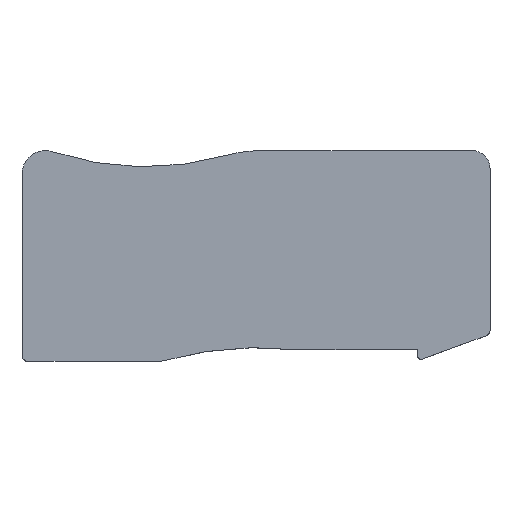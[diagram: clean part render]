
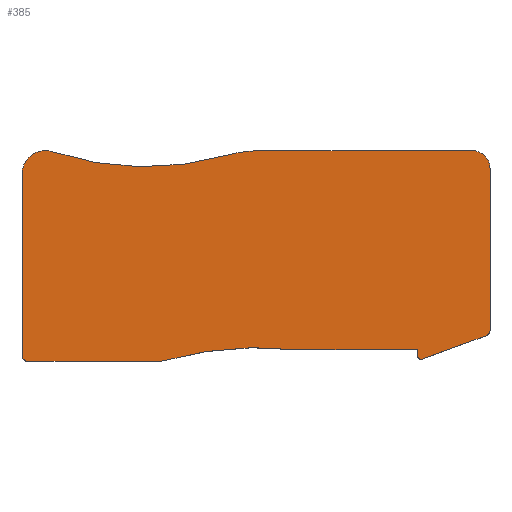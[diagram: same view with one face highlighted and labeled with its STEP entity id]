
A CAD part, top view. The second image highlights one B-rep face of the part: STEP entity #385.
In plain terms, the highlighted face is planar.
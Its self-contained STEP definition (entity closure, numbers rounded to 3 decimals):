
#2 = ORIENTED_EDGE ( 'NONE', *, *, #556, .F. ) ;
#5 = AXIS2_PLACEMENT_3D ( 'NONE', #61, #573, #265 ) ;
#6 = CARTESIAN_POINT ( 'NONE',  ( 2.5, 13.922, -40. ) ) ;
#7 = ORIENTED_EDGE ( 'NONE', *, *, #465, .F. ) ;
#8 = CARTESIAN_POINT ( 'NONE',  ( 2.5, 25.618, -10.527 ) ) ;
#9 = DIRECTION ( 'NONE',  ( -1., 0., 0. ) ) ;
#22 = DIRECTION ( 'NONE',  ( 0., 0., 1. ) ) ;
#28 = ORIENTED_EDGE ( 'NONE', *, *, #506, .F. ) ;
#33 = DIRECTION ( 'NONE',  ( 0., -0.342, 0.94 ) ) ;
#38 = LINE ( 'NONE', #477, #312 ) ;
#45 = VERTEX_POINT ( 'NONE', #464 ) ;
#46 = CARTESIAN_POINT ( 'NONE',  ( 2.5, -44.837, -20.2 ) ) ;
#47 = EDGE_CURVE ( 'NONE', #138, #496, #532, .T. ) ;
#50 = DIRECTION ( 'NONE',  ( 0., 0., 1. ) ) ;
#51 = CIRCLE ( 'NONE', #393, 10. ) ;
#56 = CARTESIAN_POINT ( 'NONE',  ( 2.5, -8.008, -20.236 ) ) ;
#60 = VECTOR ( 'NONE', #508, 1000. ) ;
#61 = CARTESIAN_POINT ( 'NONE',  ( 2.5, -15.508, -0.5 ) ) ;
#71 = ORIENTED_EDGE ( 'NONE', *, *, #47, .F. ) ;
#72 = CARTESIAN_POINT ( 'NONE',  ( 2.5, -15.008, -33.8 ) ) ;
#79 = ORIENTED_EDGE ( 'NONE', *, *, #471, .F. ) ;
#81 = AXIS2_PLACEMENT_3D ( 'NONE', #8, #206, #410 ) ;
#87 = VERTEX_POINT ( 'NONE', #220 ) ;
#89 = CARTESIAN_POINT ( 'NONE',  ( 2.5, -15.53, -34.1 ) ) ;
#92 = CIRCLE ( 'NONE', #322, 1.5 ) ;
#93 = CARTESIAN_POINT ( 'NONE',  ( 2.5, -15.008, -11.76 ) ) ;
#96 = DIRECTION ( 'NONE',  ( -1., 0., 0. ) ) ;
#98 = FACE_OUTER_BOUND ( 'NONE', #313, .T. ) ;
#103 = VERTEX_POINT ( 'NONE', #262 ) ;
#105 = CARTESIAN_POINT ( 'NONE',  ( 2.5, 0.492, -38.5 ) ) ;
#110 = VECTOR ( 'NONE', #358, 1000. ) ;
#113 = CARTESIAN_POINT ( 'NONE',  ( 2.5, 0., -2. ) ) ;
#122 = CARTESIAN_POINT ( 'NONE',  ( 2.5, 13.922, -33.8 ) ) ;
#123 = ORIENTED_EDGE ( 'NONE', *, *, #177, .F. ) ;
#131 = VERTEX_POINT ( 'NONE', #630 ) ;
#135 = EDGE_CURVE ( 'NONE', #214, #131, #271, .T. ) ;
#138 = VERTEX_POINT ( 'NONE', #376 ) ;
#141 = DIRECTION ( 'NONE',  ( 0., 0., 1. ) ) ;
#145 = AXIS2_PLACEMENT_3D ( 'NONE', #495, #96, #596 ) ;
#150 = DIRECTION ( 'NONE',  ( 0., 0., -1. ) ) ;
#160 = LINE ( 'NONE', #6, #110 ) ;
#167 = CIRCLE ( 'NONE', #602, 1. ) ;
#175 = DIRECTION ( 'NONE',  ( 0., 1., 0. ) ) ;
#177 = EDGE_CURVE ( 'NONE', #103, #45, #167, .T. ) ;
#183 = ORIENTED_EDGE ( 'NONE', *, *, #340, .F. ) ;
#198 = CARTESIAN_POINT ( 'NONE',  ( 2.5, -15.53, -33.8 ) ) ;
#203 = CARTESIAN_POINT ( 'NONE',  ( 2.5, 1.599, -17.462 ) ) ;
#206 = DIRECTION ( 'NONE',  ( -1., 0., 0. ) ) ;
#214 = VERTEX_POINT ( 'NONE', #321 ) ;
#216 = CARTESIAN_POINT ( 'NONE',  ( 2.5, 1.898, -2.632 ) ) ;
#219 = ORIENTED_EDGE ( 'NONE', *, *, #298, .F. ) ;
#220 = CARTESIAN_POINT ( 'NONE',  ( 2.5, -13.351, -40. ) ) ;
#223 = ORIENTED_EDGE ( 'NONE', *, *, #280, .F. ) ;
#227 = DIRECTION ( 'NONE',  ( -1., 0., 0. ) ) ;
#235 = EDGE_CURVE ( 'NONE', #339, #550, #380, .T. ) ;
#251 = CIRCLE ( 'NONE', #623, 0.3 ) ;
#253 = CARTESIAN_POINT ( 'NONE',  ( 2.5, 1.992, -2.3 ) ) ;
#255 = VERTEX_POINT ( 'NONE', #590 ) ;
#258 = LINE ( 'NONE', #314, #283 ) ;
#262 = CARTESIAN_POINT ( 'NONE',  ( 2.5, -15.97, -12.032 ) ) ;
#265 = DIRECTION ( 'NONE',  ( 0., 0., 1. ) ) ;
#271 = LINE ( 'NONE', #634, #292 ) ;
#274 = AXIS2_PLACEMENT_3D ( 'NONE', #46, #507, #392 ) ;
#280 = EDGE_CURVE ( 'NONE', #131, #339, #251, .T. ) ;
#283 = VECTOR ( 'NONE', #419, 1000. ) ;
#284 = CARTESIAN_POINT ( 'NONE',  ( 2.5, 1.992, -38.5 ) ) ;
#286 = VERTEX_POINT ( 'NONE', #284 ) ;
#290 = CARTESIAN_POINT ( 'NONE',  ( 2.5, 13.922, -2.3 ) ) ;
#291 = EDGE_CURVE ( 'NONE', #87, #214, #334, .T. ) ;
#292 = VECTOR ( 'NONE', #33, 1000. ) ;
#298 = EDGE_CURVE ( 'NONE', #45, #255, #647, .T. ) ;
#310 = CARTESIAN_POINT ( 'NONE',  ( 2.5, 1.992, -20.236 ) ) ;
#312 = VECTOR ( 'NONE', #22, 1000. ) ;
#313 = EDGE_LOOP ( 'NONE', ( #387, #611, #641, #223, #418, #607, #79, #624, #7, #183, #492, #71, #28, #2, #219, #123 ) ) ;
#314 = CARTESIAN_POINT ( 'NONE',  ( 2.5, 13.922, 0. ) ) ;
#321 = CARTESIAN_POINT ( 'NONE',  ( 2.5, -13.821, -39.671 ) ) ;
#322 = AXIS2_PLACEMENT_3D ( 'NONE', #105, #553, #141 ) ;
#325 = VERTEX_POINT ( 'NONE', #450 ) ;
#334 = CIRCLE ( 'NONE', #145, 0.5 ) ;
#339 = VERTEX_POINT ( 'NONE', #198 ) ;
#340 = EDGE_CURVE ( 'NONE', #575, #452, #51, .T. ) ;
#342 = EDGE_CURVE ( 'NONE', #103, #383, #439, .T. ) ;
#349 = DIRECTION ( 'NONE',  ( -1., 0., 0. ) ) ;
#357 = AXIS2_PLACEMENT_3D ( 'NONE', #290, #499, #50 ) ;
#358 = DIRECTION ( 'NONE',  ( 0., -1., 0. ) ) ;
#368 = VECTOR ( 'NONE', #175, 1000. ) ;
#376 = CARTESIAN_POINT ( 'NONE',  ( 2.5, 0., 0. ) ) ;
#380 = LINE ( 'NONE', #122, #368 ) ;
#383 = VERTEX_POINT ( 'NONE', #651 ) ;
#385 = ADVANCED_FACE ( 'NONE', ( #98 ), #407, .F. ) ;
#387 = ORIENTED_EDGE ( 'NONE', *, *, #342, .T. ) ;
#389 = DIRECTION ( 'NONE',  ( -1., 0., 0. ) ) ;
#392 = DIRECTION ( 'NONE',  ( 0., 0., 1. ) ) ;
#393 = AXIS2_PLACEMENT_3D ( 'NONE', #56, #349, #592 ) ;
#403 = EDGE_CURVE ( 'NONE', #286, #325, #92, .T. ) ;
#405 = AXIS2_PLACEMENT_3D ( 'NONE', #113, #9, #574 ) ;
#407 = PLANE ( 'NONE',  #357 ) ;
#410 = DIRECTION ( 'NONE',  ( 0., 0., 1. ) ) ;
#418 = ORIENTED_EDGE ( 'NONE', *, *, #135, .F. ) ;
#419 = DIRECTION ( 'NONE',  ( 0., 1., 0. ) ) ;
#424 = CIRCLE ( 'NONE', #5, 0.5 ) ;
#439 = CIRCLE ( 'NONE', #274, 30. ) ;
#450 = CARTESIAN_POINT ( 'NONE',  ( 2.5, 0.492, -40. ) ) ;
#452 = VERTEX_POINT ( 'NONE', #310 ) ;
#464 = CARTESIAN_POINT ( 'NONE',  ( 2.5, -16.008, -11.76 ) ) ;
#465 = EDGE_CURVE ( 'NONE', #452, #286, #618, .T. ) ;
#471 = EDGE_CURVE ( 'NONE', #325, #87, #160, .T. ) ;
#477 = CARTESIAN_POINT ( 'NONE',  ( 2.5, -15.008, -2.3 ) ) ;
#485 = CARTESIAN_POINT ( 'NONE',  ( 2.5, -15.508, 0. ) ) ;
#492 = ORIENTED_EDGE ( 'NONE', *, *, #580, .T. ) ;
#495 = CARTESIAN_POINT ( 'NONE',  ( 2.5, -13.351, -39.5 ) ) ;
#496 = VERTEX_POINT ( 'NONE', #216 ) ;
#499 = DIRECTION ( 'NONE',  ( -1., 0., 0. ) ) ;
#506 = EDGE_CURVE ( 'NONE', #601, #138, #258, .T. ) ;
#507 = DIRECTION ( 'NONE',  ( -1., 0., 0. ) ) ;
#508 = DIRECTION ( 'NONE',  ( 0., 0., 1. ) ) ;
#532 = CIRCLE ( 'NONE', #405, 2. ) ;
#541 = DIRECTION ( 'NONE',  ( 0., 0., 1. ) ) ;
#544 = CARTESIAN_POINT ( 'NONE',  ( 2.5, -16.008, -2.3 ) ) ;
#550 = VERTEX_POINT ( 'NONE', #72 ) ;
#553 = DIRECTION ( 'NONE',  ( -1., 0., 0. ) ) ;
#556 = EDGE_CURVE ( 'NONE', #255, #601, #424, .T. ) ;
#573 = DIRECTION ( 'NONE',  ( -1., 0., 0. ) ) ;
#574 = DIRECTION ( 'NONE',  ( 0., 0., 1. ) ) ;
#575 = VERTEX_POINT ( 'NONE', #203 ) ;
#580 = EDGE_CURVE ( 'NONE', #575, #496, #593, .T. ) ;
#590 = CARTESIAN_POINT ( 'NONE',  ( 2.5, -16.008, -0.5 ) ) ;
#592 = DIRECTION ( 'NONE',  ( 0., 0., 1. ) ) ;
#593 = CIRCLE ( 'NONE', #81, 25. ) ;
#596 = DIRECTION ( 'NONE',  ( 0., 0., 1. ) ) ;
#601 = VERTEX_POINT ( 'NONE', #485 ) ;
#602 = AXIS2_PLACEMENT_3D ( 'NONE', #93, #227, #639 ) ;
#603 = VECTOR ( 'NONE', #150, 1000. ) ;
#606 = EDGE_CURVE ( 'NONE', #550, #383, #38, .T. ) ;
#607 = ORIENTED_EDGE ( 'NONE', *, *, #291, .F. ) ;
#611 = ORIENTED_EDGE ( 'NONE', *, *, #606, .F. ) ;
#618 = LINE ( 'NONE', #253, #603 ) ;
#623 = AXIS2_PLACEMENT_3D ( 'NONE', #89, #389, #541 ) ;
#624 = ORIENTED_EDGE ( 'NONE', *, *, #403, .F. ) ;
#630 = CARTESIAN_POINT ( 'NONE',  ( 2.5, -15.812, -34.203 ) ) ;
#634 = CARTESIAN_POINT ( 'NONE',  ( 2.5, -22.587, -15.588 ) ) ;
#639 = DIRECTION ( 'NONE',  ( 0., 0., 1. ) ) ;
#641 = ORIENTED_EDGE ( 'NONE', *, *, #235, .F. ) ;
#647 = LINE ( 'NONE', #544, #60 ) ;
#651 = CARTESIAN_POINT ( 'NONE',  ( 2.5, -15.008, -23.4 ) ) ;
